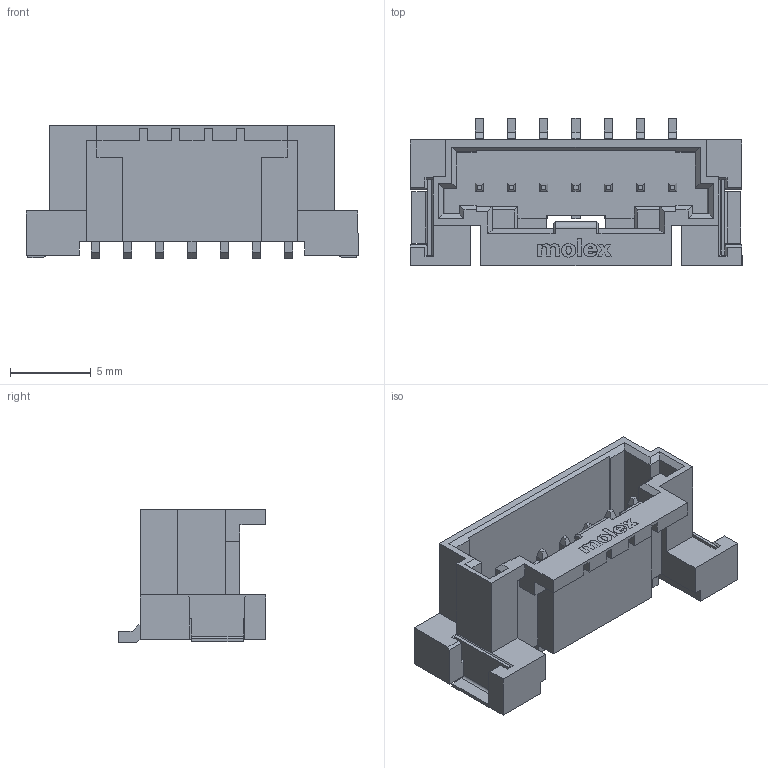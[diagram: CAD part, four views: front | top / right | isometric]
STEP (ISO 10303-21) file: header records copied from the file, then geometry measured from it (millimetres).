
FILE_DESCRIPTION(/* description */ (''),/* implementation_level */ '2;1');
FILE_NAME(/* name */ '1.stp',/* time_stamp */ '2019-09-09T21:30:36+02:00',/* author */ ('khaled'),/* organization */ (''),/* preprocessor_version */ 'ST-DEVELOPER v17.2',/* originating_system */ 'Autodesk Inventor 2019',/* authorisation */ '');
FILE_SCHEMA (('AUTOMOTIVE_DESIGN { 1 0 10303 214 3 1 1 }'));
Length unit declared in the file: inch
Products named in the file (6): 5600200730; 1; 2; Leads_Inside; Leads_Outside; Molex
Assembly tree (5 placements, depth 2):
  5600200730
    1
    2
    Leads_Inside
    Leads_Outside
    Molex
Bounding box: 20.6 x 9.15 x 8.26 mm (x, y, z)
Volume: 443.3 mm3; surface area: 1290.2 mm2
Topology: 22 solids, 22 shells, 504 faces, 1316 edges, 856 vertices
Faces by surface type: plane 431, bspline 66, cylinder 5, cone 2
Entity records: 15717 total; most frequent: CARTESIAN_POINT 3431, ORIENTED_EDGE 2632, DIRECTION 2170, EDGE_CURVE 1316, LINE 1172, VECTOR 1172, VERTEX_POINT 856, EDGE_LOOP 510
